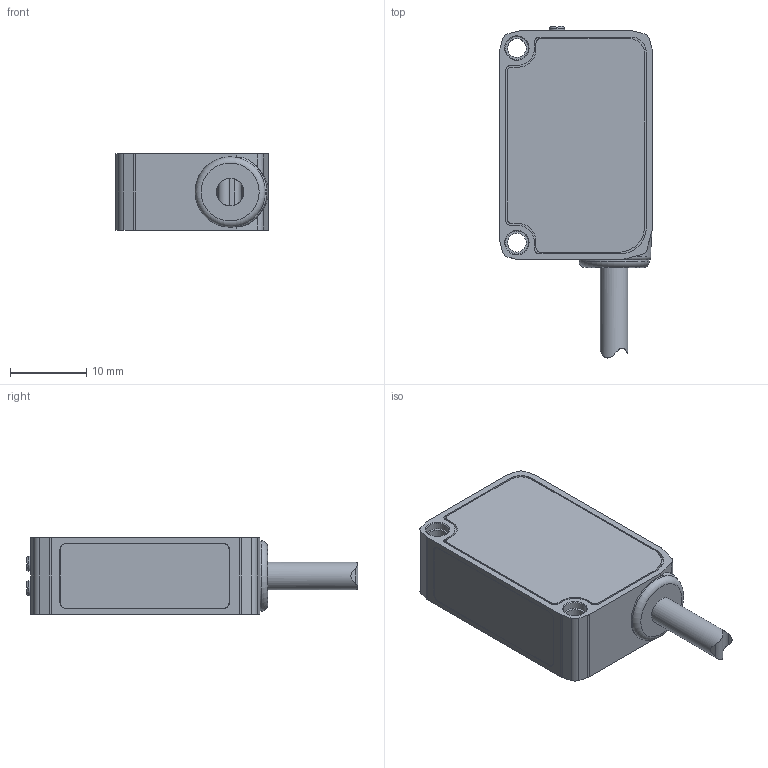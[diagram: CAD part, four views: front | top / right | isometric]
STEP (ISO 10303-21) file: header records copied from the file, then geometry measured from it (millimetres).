
FILE_DESCRIPTION(('FreeCAD Model'),'2;1');
FILE_NAME('H30-RET-8000X-M12-4QD.stp','2021-12-16T13:59:28',('Author') ,(''),'Open CASCADE STEP processor 7.3','FreeCAD','Unknown');
FILE_SCHEMA(('AUTOMOTIVE_DESIGN { 1 0 10303 214 1 1 1 1 }'));
Length unit declared in the file: millimetre
Products named in the file (1): H30-RET-8000X-M12-4QD
Bounding box: 20 x 43.5 x 10 mm (x, y, z)
Volume: 5988.6 mm3; surface area: 2570.9 mm2
Topology: 1 solids, 1 shells, 160 faces, 413 edges, 269 vertices
Faces by surface type: plane 88, cylinder 63, cone 7, torus 2
Full cylindrical faces by diameter (mm): 2 x2, 2.459 x2, 3 x4, 3.6 x1, 9.2 x1
Entity records: 11570 total; most frequent: CARTESIAN_POINT 3155, DIRECTION 1615, LINE 865, VECTOR 865, ORIENTED_EDGE 826, PCURVE 826, DEFINITIONAL_REPRESENTATION 826, EDGE_CURVE 413
